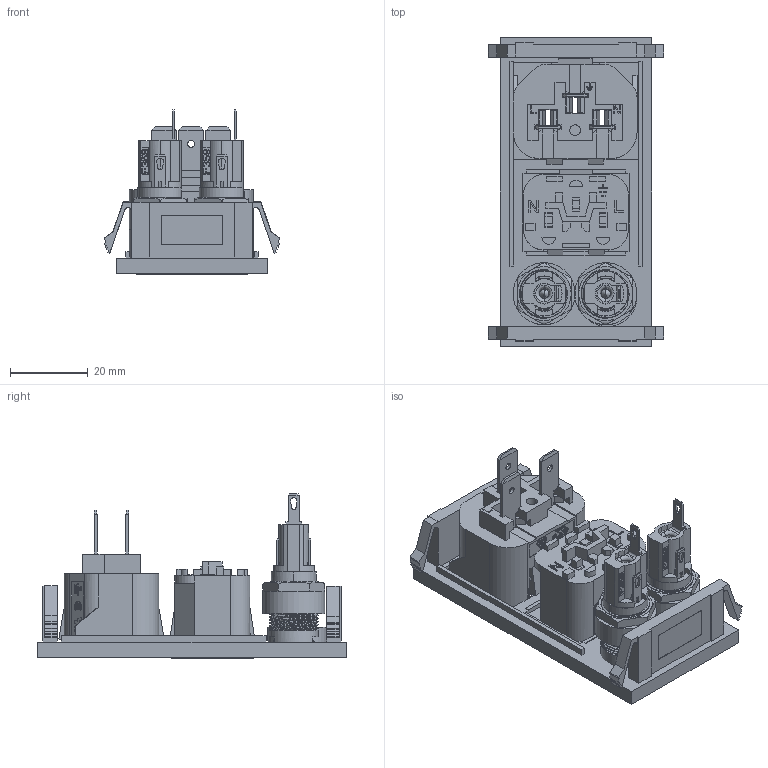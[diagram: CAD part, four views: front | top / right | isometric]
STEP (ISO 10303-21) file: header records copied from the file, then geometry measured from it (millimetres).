
FILE_DESCRIPTION (( 'STEP AP214' ), '1' );
FILE_NAME ('ACM-C4-NXQ6F2-LC_3D.step', '2023-10-17T07:20:28', ( '' ), ( '' ), 'SwSTEP 2.0', 'SolidWorks 2022', '' );
FILE_SCHEMA (( 'AUTOMOTIVE_DESIGN' ));
Length unit declared in the file: millimetre
Products named in the file (1): ACM-C4-NXQ6F2-LC_3D
Bounding box: 45.19 x 79.47 x 42.31 mm (x, y, z)
Volume: 29297.7 mm3; surface area: 38411.5 mm2
Topology: 28 solids, 28 shells, 3183 faces, 8787 edges, 5739 vertices
Faces by surface type: plane 2472, cylinder 423, bspline 220, torus 48, cone 20
Entity records: 136361 total; most frequent: CARTESIAN_POINT 56202, ORIENTED_EDGE 17566, DIRECTION 14814, EDGE_CURVE 8783, LINE 7136, VECTOR 7136, VERTEX_POINT 5739, AXIS2_PLACEMENT_3D 3839
